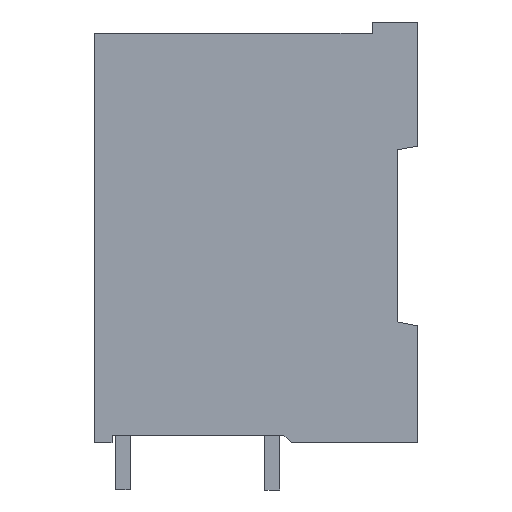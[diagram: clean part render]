
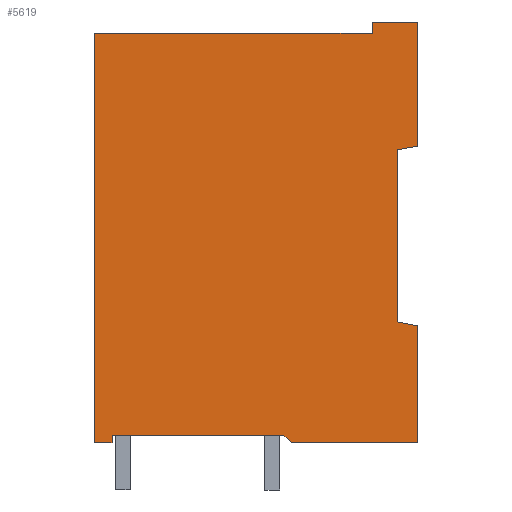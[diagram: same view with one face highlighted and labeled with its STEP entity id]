
A CAD part, left-side view. The second image highlights one B-rep face of the part: STEP entity #5619.
In plain terms, the highlighted planar face has unit normal (-1, 0, 0).
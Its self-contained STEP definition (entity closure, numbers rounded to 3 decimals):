
#5539=AXIS2_PLACEMENT_3D('Plane Axis2P3D',#5536,#5537,#5538) ;
#2295=CARTESIAN_POINT('Line Origine',(0.,0.7,23.277)) ;
#2299=CARTESIAN_POINT('Vertex',(0.,1.4,23.153)) ;
#2301=CARTESIAN_POINT('Vertex',(0.,0.,23.4)) ;
#3479=CARTESIAN_POINT('Line Origine',(0.,21.4,3.2)) ;
#3483=CARTESIAN_POINT('Vertex',(0.,22.,3.2)) ;
#3485=CARTESIAN_POINT('Vertex',(0.,20.8,3.2)) ;
#3530=CARTESIAN_POINT('Vertex',(0.,20.8,3.7)) ;
#3533=CARTESIAN_POINT('Line Origine',(0.,20.8,3.45)) ;
#3545=CARTESIAN_POINT('Line Origine',(0.,4.3,3.2)) ;
#3549=CARTESIAN_POINT('Vertex',(0.,8.6,3.2)) ;
#3551=CARTESIAN_POINT('Vertex',(0.,0.,3.2)) ;
#5536=CARTESIAN_POINT('Axis2P3D Location',(0.,22.,0.)) ;
#5541=CARTESIAN_POINT('Line Origine',(0.,11.,3.7)) ;
#5545=CARTESIAN_POINT('Vertex',(0.,9.1,3.7)) ;
#5549=CARTESIAN_POINT('Control Point',(0.,9.1,3.7)) ;
#5550=CARTESIAN_POINT('Control Point',(0.,8.6,3.2)) ;
#5552=CARTESIAN_POINT('Line Origine',(0.,0.,17.525)) ;
#5556=CARTESIAN_POINT('Vertex',(0.,0.,11.17)) ;
#5560=CARTESIAN_POINT('Control Point',(0.,0.,11.17)) ;
#5561=CARTESIAN_POINT('Control Point',(0.,1.4,11.439)) ;
#5562=CARTESIAN_POINT('Vertex',(0.,1.4,11.439)) ;
#5565=CARTESIAN_POINT('Line Origine',(0.,1.4,17.525)) ;
#5570=CARTESIAN_POINT('Line Origine',(0.,0.,17.525)) ;
#5574=CARTESIAN_POINT('Vertex',(0.,0.,31.85)) ;
#5577=CARTESIAN_POINT('Line Origine',(0.,11.,31.85)) ;
#5581=CARTESIAN_POINT('Vertex',(0.,3.1,31.85)) ;
#5584=CARTESIAN_POINT('Line Origine',(0.,3.1,17.525)) ;
#5588=CARTESIAN_POINT('Vertex',(0.,3.1,31.08)) ;
#5591=CARTESIAN_POINT('Line Origine',(0.,11.,31.08)) ;
#5595=CARTESIAN_POINT('Vertex',(0.,22.,31.08)) ;
#5598=CARTESIAN_POINT('Line Origine',(0.,22.,17.525)) ;
#2296=DIRECTION('Vector Direction',(0.,-0.985,0.174)) ;
#3480=DIRECTION('Vector Direction',(0.,-1.,0.)) ;
#3534=DIRECTION('Vector Direction',(0.,0.,-1.)) ;
#3546=DIRECTION('Vector Direction',(0.,-1.,0.)) ;
#5537=DIRECTION('Axis2P3D Direction',(-1.,0.,0.)) ;
#5538=DIRECTION('Axis2P3D XDirection',(0.,-1.,0.)) ;
#5542=DIRECTION('Vector Direction',(0.,-1.,0.)) ;
#5553=DIRECTION('Vector Direction',(0.,0.,1.)) ;
#5566=DIRECTION('Vector Direction',(0.,0.,1.)) ;
#5571=DIRECTION('Vector Direction',(0.,0.,1.)) ;
#5578=DIRECTION('Vector Direction',(0.,-1.,0.)) ;
#5585=DIRECTION('Vector Direction',(0.,0.,1.)) ;
#5592=DIRECTION('Vector Direction',(0.,-1.,0.)) ;
#5599=DIRECTION('Vector Direction',(0.,0.,1.)) ;
#2297=VECTOR('Line Direction',#2296,1.) ;
#3481=VECTOR('Line Direction',#3480,1.) ;
#3535=VECTOR('Line Direction',#3534,1.) ;
#3547=VECTOR('Line Direction',#3546,1.) ;
#5543=VECTOR('Line Direction',#5542,1.) ;
#5554=VECTOR('Line Direction',#5553,1.) ;
#5567=VECTOR('Line Direction',#5566,1.) ;
#5572=VECTOR('Line Direction',#5571,1.) ;
#5579=VECTOR('Line Direction',#5578,1.) ;
#5586=VECTOR('Line Direction',#5585,1.) ;
#5593=VECTOR('Line Direction',#5592,1.) ;
#5600=VECTOR('Line Direction',#5599,1.) ;
#5604=ORIENTED_EDGE('',*,*,#3487,.T.) ;
#5605=ORIENTED_EDGE('',*,*,#3537,.F.) ;
#5606=ORIENTED_EDGE('',*,*,#5547,.T.) ;
#5607=ORIENTED_EDGE('',*,*,#5551,.T.) ;
#5608=ORIENTED_EDGE('',*,*,#3553,.T.) ;
#5609=ORIENTED_EDGE('',*,*,#5558,.T.) ;
#5610=ORIENTED_EDGE('',*,*,#5564,.T.) ;
#5611=ORIENTED_EDGE('',*,*,#5569,.T.) ;
#5612=ORIENTED_EDGE('',*,*,#2303,.T.) ;
#5613=ORIENTED_EDGE('',*,*,#5576,.T.) ;
#5614=ORIENTED_EDGE('',*,*,#5583,.T.) ;
#5615=ORIENTED_EDGE('',*,*,#5590,.T.) ;
#5616=ORIENTED_EDGE('',*,*,#5597,.T.) ;
#5617=ORIENTED_EDGE('',*,*,#5602,.T.) ;
#5619=ADVANCED_FACE('Model',(#5618),#5540,.T.) ;
#5548=B_SPLINE_CURVE_WITH_KNOTS('',1,(#5549,#5550),.UNSPECIFIED.,.F.,.U.,(2,2),(-0.354,0.354),.UNSPECIFIED.) ;
#5559=B_SPLINE_CURVE_WITH_KNOTS('',1,(#5560,#5561),.UNSPECIFIED.,.F.,.U.,(2,2),(-0.713,0.713),.UNSPECIFIED.) ;
#2303=EDGE_CURVE('',#2300,#2302,#2298,.T.) ;
#3487=EDGE_CURVE('',#3484,#3486,#3482,.T.) ;
#3537=EDGE_CURVE('',#3531,#3486,#3536,.T.) ;
#3553=EDGE_CURVE('',#3550,#3552,#3548,.T.) ;
#5547=EDGE_CURVE('',#3531,#5546,#5544,.T.) ;
#5551=EDGE_CURVE('',#5546,#3550,#5548,.T.) ;
#5558=EDGE_CURVE('',#3552,#5557,#5555,.T.) ;
#5564=EDGE_CURVE('',#5557,#5563,#5559,.T.) ;
#5569=EDGE_CURVE('',#5563,#2300,#5568,.T.) ;
#5576=EDGE_CURVE('',#2302,#5575,#5573,.T.) ;
#5583=EDGE_CURVE('',#5575,#5582,#5580,.F.) ;
#5590=EDGE_CURVE('',#5582,#5589,#5587,.F.) ;
#5597=EDGE_CURVE('',#5589,#5596,#5594,.F.) ;
#5602=EDGE_CURVE('',#5596,#3484,#5601,.F.) ;
#5603=EDGE_LOOP('',(#5604,#5605,#5606,#5607,#5608,#5609,#5610,#5611,#5612,#5613,#5614,#5615,#5616,#5617)) ;
#5618=FACE_OUTER_BOUND('',#5603,.T.) ;
#2298=LINE('Line',#2295,#2297) ;
#3482=LINE('Line',#3479,#3481) ;
#3536=LINE('Line',#3533,#3535) ;
#3548=LINE('Line',#3545,#3547) ;
#5544=LINE('Line',#5541,#5543) ;
#5555=LINE('Line',#5552,#5554) ;
#5568=LINE('Line',#5565,#5567) ;
#5573=LINE('Line',#5570,#5572) ;
#5580=LINE('Line',#5577,#5579) ;
#5587=LINE('Line',#5584,#5586) ;
#5594=LINE('Line',#5591,#5593) ;
#5601=LINE('Line',#5598,#5600) ;
#5540=PLANE('',#5539) ;
#2300=VERTEX_POINT('',#2299) ;
#2302=VERTEX_POINT('',#2301) ;
#3484=VERTEX_POINT('',#3483) ;
#3486=VERTEX_POINT('',#3485) ;
#3531=VERTEX_POINT('',#3530) ;
#3550=VERTEX_POINT('',#3549) ;
#3552=VERTEX_POINT('',#3551) ;
#5546=VERTEX_POINT('',#5545) ;
#5557=VERTEX_POINT('',#5556) ;
#5563=VERTEX_POINT('',#5562) ;
#5575=VERTEX_POINT('',#5574) ;
#5582=VERTEX_POINT('',#5581) ;
#5589=VERTEX_POINT('',#5588) ;
#5596=VERTEX_POINT('',#5595) ;
